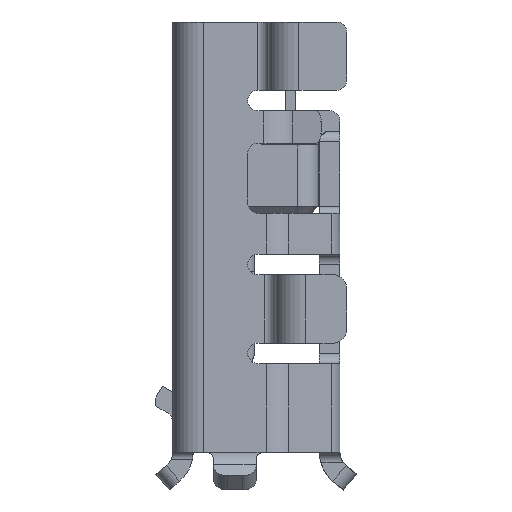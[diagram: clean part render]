
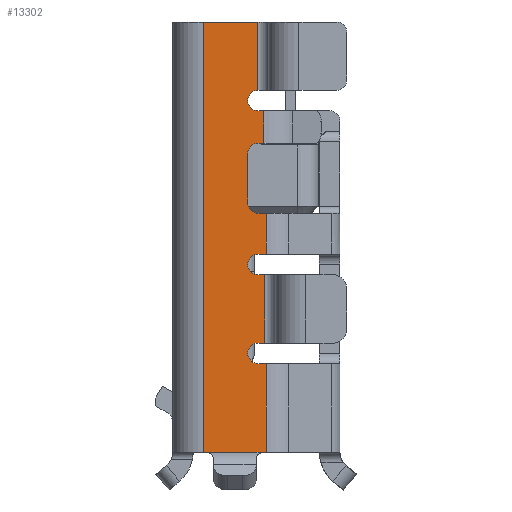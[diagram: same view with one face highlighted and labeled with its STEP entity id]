
A CAD part, left-side view. The second image highlights one B-rep face of the part: STEP entity #13302.
In plain terms, the highlighted planar face has unit normal (-1, 0, 0).
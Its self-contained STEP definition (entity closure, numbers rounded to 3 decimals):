
#410=FACE_OUTER_BOUND('',#1093,.T.);
#1093=EDGE_LOOP('',(#8965,#8966,#8967,#8968,#8969,#8970,#8971,#8972,#8973,
#8974,#8975,#8976,#8977,#8978,#8979,#8980,#8981,#8982,#8983,#8984,#8985,
#8986,#8987));
#1906=CIRCLE('',#14183,0.15);
#1912=CIRCLE('',#14191,0.15);
#1913=CIRCLE('',#14192,0.15);
#1914=CIRCLE('',#14193,0.15);
#1915=CIRCLE('',#14194,0.15);
#2334=LINE('',#19318,#3761);
#2486=LINE('',#19747,#3913);
#2493=LINE('',#19780,#3920);
#2553=LINE('',#19957,#3980);
#2564=LINE('',#19997,#3991);
#2565=LINE('',#20001,#3992);
#2566=LINE('',#20003,#3993);
#2567=LINE('',#20006,#3994);
#2568=LINE('',#20008,#3995);
#2569=LINE('',#20010,#3996);
#2570=LINE('',#20012,#3997);
#2571=LINE('',#20014,#3998);
#2572=LINE('',#20015,#3999);
#2573=LINE('',#20017,#4000);
#2574=LINE('',#20019,#4001);
#2575=LINE('',#20021,#4002);
#2576=LINE('',#20025,#4003);
#2577=LINE('',#20028,#4004);
#3761=VECTOR('',#15452,0.8);
#3913=VECTOR('',#15786,0.124);
#3920=VECTOR('',#15817,0.124);
#3980=VECTOR('',#15961,0.124);
#3991=VECTOR('',#15996,0.1);
#3992=VECTOR('',#15999,0.475);
#3993=VECTOR('',#16000,0.086);
#3994=VECTOR('',#16003,1.);
#3995=VECTOR('',#16004,6.3);
#3996=VECTOR('',#16005,0.05);
#3997=VECTOR('',#16006,0.824);
#3998=VECTOR('',#16007,0.05);
#3999=VECTOR('',#16008,1.3);
#4000=VECTOR('',#16009,1.);
#4001=VECTOR('',#16010,0.1);
#4002=VECTOR('',#16013,0.6);
#4003=VECTOR('',#16016,0.725);
#4004=VECTOR('',#16019,0.086);
#5242=VERTEX_POINT('',#19315);
#5243=VERTEX_POINT('',#19317);
#5428=VERTEX_POINT('',#19744);
#5429=VERTEX_POINT('',#19746);
#5442=VERTEX_POINT('',#19777);
#5443=VERTEX_POINT('',#19779);
#5517=VERTEX_POINT('',#19954);
#5518=VERTEX_POINT('',#19956);
#5524=VERTEX_POINT('',#19971);
#5535=VERTEX_POINT('',#19995);
#5536=VERTEX_POINT('',#19999);
#5537=VERTEX_POINT('',#20000);
#5538=VERTEX_POINT('',#20002);
#5539=VERTEX_POINT('',#20004);
#5540=VERTEX_POINT('',#20007);
#5541=VERTEX_POINT('',#20009);
#5542=VERTEX_POINT('',#20011);
#5543=VERTEX_POINT('',#20013);
#5544=VERTEX_POINT('',#20016);
#5545=VERTEX_POINT('',#20018);
#5546=VERTEX_POINT('',#20022);
#5547=VERTEX_POINT('',#20024);
#5548=VERTEX_POINT('',#20026);
#6528=EDGE_CURVE('',#5242,#5243,#2334,.T.);
#6746=EDGE_CURVE('',#5428,#5429,#2486,.T.);
#6762=EDGE_CURVE('',#5442,#5443,#2493,.T.);
#6851=EDGE_CURVE('',#5517,#5518,#2553,.T.);
#6859=EDGE_CURVE('',#5517,#5524,#1906,.T.);
#6872=EDGE_CURVE('',#5535,#5524,#2564,.T.);
#6873=EDGE_CURVE('',#5536,#5537,#2565,.T.);
#6874=EDGE_CURVE('',#5538,#5536,#2566,.T.);
#6875=EDGE_CURVE('',#5538,#5539,#1912,.T.);
#6876=EDGE_CURVE('',#5243,#5539,#2567,.T.);
#6877=EDGE_CURVE('',#5540,#5242,#2568,.T.);
#6878=EDGE_CURVE('',#5541,#5540,#2569,.T.);
#6879=EDGE_CURVE('',#5542,#5541,#2570,.T.);
#6880=EDGE_CURVE('',#5543,#5542,#2571,.T.);
#6881=EDGE_CURVE('',#5518,#5543,#2572,.T.);
#6882=EDGE_CURVE('',#5544,#5535,#2573,.T.);
#6883=EDGE_CURVE('',#5544,#5545,#2574,.T.);
#6884=EDGE_CURVE('',#5545,#5443,#1913,.T.);
#6885=EDGE_CURVE('',#5429,#5442,#2575,.T.);
#6886=EDGE_CURVE('',#5428,#5546,#1914,.T.);
#6887=EDGE_CURVE('',#5547,#5546,#2576,.T.);
#6888=EDGE_CURVE('',#5547,#5548,#1915,.T.);
#6889=EDGE_CURVE('',#5537,#5548,#2577,.T.);
#8965=ORIENTED_EDGE('',*,*,#6873,.F.);
#8966=ORIENTED_EDGE('',*,*,#6874,.F.);
#8967=ORIENTED_EDGE('',*,*,#6875,.T.);
#8968=ORIENTED_EDGE('',*,*,#6876,.F.);
#8969=ORIENTED_EDGE('',*,*,#6528,.F.);
#8970=ORIENTED_EDGE('',*,*,#6877,.F.);
#8971=ORIENTED_EDGE('',*,*,#6878,.F.);
#8972=ORIENTED_EDGE('',*,*,#6879,.F.);
#8973=ORIENTED_EDGE('',*,*,#6880,.F.);
#8974=ORIENTED_EDGE('',*,*,#6881,.F.);
#8975=ORIENTED_EDGE('',*,*,#6851,.F.);
#8976=ORIENTED_EDGE('',*,*,#6859,.T.);
#8977=ORIENTED_EDGE('',*,*,#6872,.F.);
#8978=ORIENTED_EDGE('',*,*,#6882,.F.);
#8979=ORIENTED_EDGE('',*,*,#6883,.T.);
#8980=ORIENTED_EDGE('',*,*,#6884,.T.);
#8981=ORIENTED_EDGE('',*,*,#6762,.F.);
#8982=ORIENTED_EDGE('',*,*,#6885,.F.);
#8983=ORIENTED_EDGE('',*,*,#6746,.F.);
#8984=ORIENTED_EDGE('',*,*,#6886,.T.);
#8985=ORIENTED_EDGE('',*,*,#6887,.F.);
#8986=ORIENTED_EDGE('',*,*,#6888,.T.);
#8987=ORIENTED_EDGE('',*,*,#6889,.F.);
#12159=PLANE('',#14190);
#13302=ADVANCED_FACE('',(#410),#12159,.T.);
#14183=AXIS2_PLACEMENT_3D('',#19972,#15975,#15976);
#14190=AXIS2_PLACEMENT_3D('',#19998,#15997,#15998);
#14191=AXIS2_PLACEMENT_3D('',#20005,#16001,#16002);
#14192=AXIS2_PLACEMENT_3D('',#20020,#16011,#16012);
#14193=AXIS2_PLACEMENT_3D('',#20023,#16014,#16015);
#14194=AXIS2_PLACEMENT_3D('',#20027,#16017,#16018);
#15452=DIRECTION('',(0.,-1.,0.));
#15786=DIRECTION('',(0.,-1.,0.));
#15817=DIRECTION('',(0.,1.,0.));
#15961=DIRECTION('',(0.,-1.,0.));
#15975=DIRECTION('center_axis',(1.,0.,0.));
#15976=DIRECTION('ref_axis',(0.,0.,-1.));
#15996=DIRECTION('',(0.,1.,0.));
#15997=DIRECTION('center_axis',(-1.,0.,0.));
#15998=DIRECTION('ref_axis',(0.,1.,0.));
#15999=DIRECTION('',(0.,0.,-1.));
#16000=DIRECTION('',(0.,-1.,0.));
#16001=DIRECTION('center_axis',(1.,0.,0.));
#16002=DIRECTION('ref_axis',(0.,1.,0.));
#16003=DIRECTION('',(0.,0.,-1.));
#16004=DIRECTION('',(0.,0.,1.));
#16005=DIRECTION('',(0.,1.,0.));
#16006=DIRECTION('',(0.,1.,0.));
#16007=DIRECTION('',(0.,1.,0.));
#16008=DIRECTION('',(0.,0.,-1.));
#16009=DIRECTION('',(0.,0.,-1.));
#16010=DIRECTION('',(0.,1.,0.));
#16011=DIRECTION('center_axis',(1.,0.,0.));
#16012=DIRECTION('ref_axis',(0.,1.,0.));
#16013=DIRECTION('',(0.,0.,-1.));
#16014=DIRECTION('center_axis',(1.,0.,0.));
#16015=DIRECTION('ref_axis',(0.,0.,-1.));
#16016=DIRECTION('',(0.,0.,-1.));
#16017=DIRECTION('center_axis',(1.,0.,0.));
#16018=DIRECTION('ref_axis',(0.,1.,0.));
#16019=DIRECTION('',(0.,1.,0.));
#19315=CARTESIAN_POINT('',(-3.75,-0.45,3.375));
#19317=CARTESIAN_POINT('',(-3.75,-1.25,3.375));
#19318=CARTESIAN_POINT('',(-3.75,-0.45,3.375));
#19744=CARTESIAN_POINT('',(-3.75,-1.25,0.575));
#19746=CARTESIAN_POINT('',(-3.75,-1.374,0.575));
#19747=CARTESIAN_POINT('',(-3.75,-1.25,0.575));
#19777=CARTESIAN_POINT('',(-3.75,-1.374,-0.025));
#19779=CARTESIAN_POINT('',(-3.75,-1.25,-0.025));
#19780=CARTESIAN_POINT('',(-3.75,-1.374,-0.025));
#19954=CARTESIAN_POINT('',(-3.75,-1.25,-1.625));
#19956=CARTESIAN_POINT('',(-3.75,-1.374,-1.625));
#19957=CARTESIAN_POINT('',(-3.75,-1.25,-1.625));
#19971=CARTESIAN_POINT('',(-3.75,-1.25,-1.325));
#19972=CARTESIAN_POINT('Origin',(-3.75,-1.25,-1.475));
#19995=CARTESIAN_POINT('',(-3.75,-1.35,-1.325));
#19997=CARTESIAN_POINT('',(-3.75,-1.35,-1.325));
#19998=CARTESIAN_POINT('Origin',(-3.75,-0.9,2.075));
#19999=CARTESIAN_POINT('',(-3.75,-1.336,2.075));
#20000=CARTESIAN_POINT('',(-3.75,-1.336,1.6));
#20001=CARTESIAN_POINT('',(-3.75,-1.336,2.075));
#20002=CARTESIAN_POINT('',(-3.75,-1.25,2.075));
#20003=CARTESIAN_POINT('',(-3.75,-1.25,2.075));
#20004=CARTESIAN_POINT('',(-3.75,-1.25,2.375));
#20005=CARTESIAN_POINT('Origin',(-3.75,-1.25,2.225));
#20006=CARTESIAN_POINT('',(-3.75,-1.25,3.375));
#20007=CARTESIAN_POINT('',(-3.75,-0.45,-2.925));
#20008=CARTESIAN_POINT('',(-3.75,-0.45,-2.925));
#20009=CARTESIAN_POINT('',(-3.75,-0.5,-2.925));
#20010=CARTESIAN_POINT('',(-3.75,-0.5,-2.925));
#20011=CARTESIAN_POINT('',(-3.75,-1.324,-2.925));
#20012=CARTESIAN_POINT('',(-3.75,-1.324,-2.925));
#20013=CARTESIAN_POINT('',(-3.75,-1.374,-2.925));
#20014=CARTESIAN_POINT('',(-3.75,-1.374,-2.925));
#20015=CARTESIAN_POINT('',(-3.75,-1.374,-1.625));
#20016=CARTESIAN_POINT('',(-3.75,-1.35,-0.325));
#20017=CARTESIAN_POINT('',(-3.75,-1.35,-0.325));
#20018=CARTESIAN_POINT('',(-3.75,-1.25,-0.325));
#20019=CARTESIAN_POINT('',(-3.75,-1.35,-0.325));
#20020=CARTESIAN_POINT('Origin',(-3.75,-1.25,-0.175));
#20021=CARTESIAN_POINT('',(-3.75,-1.374,0.575));
#20022=CARTESIAN_POINT('',(-3.75,-1.1,0.725));
#20023=CARTESIAN_POINT('Origin',(-3.75,-1.25,0.725));
#20024=CARTESIAN_POINT('',(-3.75,-1.1,1.45));
#20025=CARTESIAN_POINT('',(-3.75,-1.1,1.45));
#20026=CARTESIAN_POINT('',(-3.75,-1.25,1.6));
#20027=CARTESIAN_POINT('Origin',(-3.75,-1.25,1.45));
#20028=CARTESIAN_POINT('',(-3.75,-1.336,1.6));
